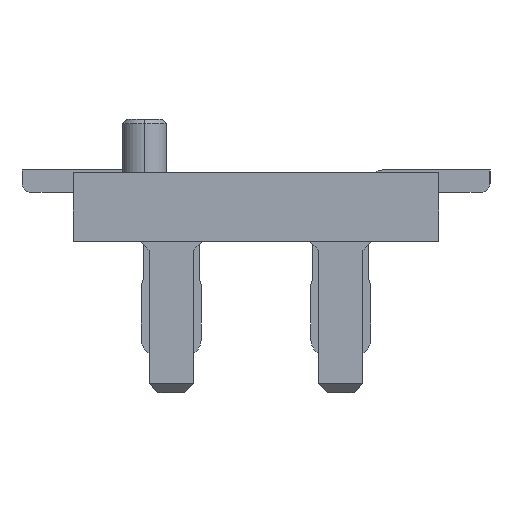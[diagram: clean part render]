
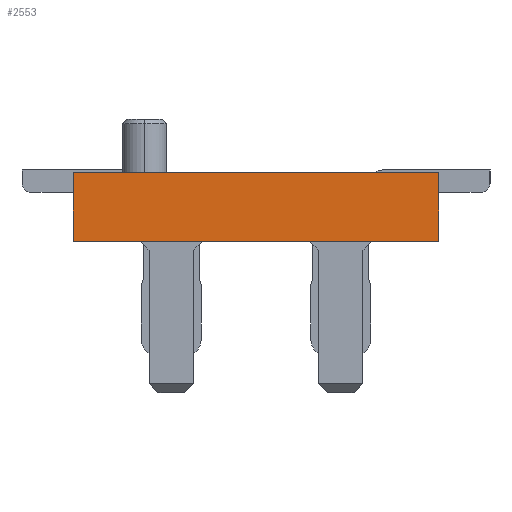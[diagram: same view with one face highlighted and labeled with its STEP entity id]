
A CAD part, left-side view. The second image highlights one B-rep face of the part: STEP entity #2553.
In plain terms, the highlighted planar face has unit normal (-1, 0, 0).
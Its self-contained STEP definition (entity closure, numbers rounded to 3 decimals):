
#2514=CARTESIAN_POINT('',(-6.35,0.,0.55));
#2515=DIRECTION('',(0.,0.,-1.));
#2516=DIRECTION('',(-1.,-0.,-0.));
#2517=AXIS2_PLACEMENT_3D('',#2514,#2516,#2515);
#2518=PLANE('',#2517);
#2519=CARTESIAN_POINT('',(-6.35,-2.05,0.165));
#2520=VERTEX_POINT('',#2519);
#2521=CARTESIAN_POINT('',(-6.35,2.05,0.165));
#2522=VERTEX_POINT('',#2521);
#2523=CARTESIAN_POINT('',(-6.35,-2.05,0.165));
#2524=DIRECTION('',(0.,1.,0.));
#2525=VECTOR('',#2524,4.1);
#2526=LINE('',#2523,#2525);
#2527=EDGE_CURVE('',#2520,#2522,#2526,.T.);
#2528=ORIENTED_EDGE('',*,*,#2527,.F.);
#2529=CARTESIAN_POINT('',(-6.35,-2.05,0.935));
#2530=VERTEX_POINT('',#2529);
#2531=CARTESIAN_POINT('',(-6.35,-2.05,0.935));
#2532=DIRECTION('',(0.,0.,-1.));
#2533=VECTOR('',#2532,0.77);
#2534=LINE('',#2531,#2533);
#2535=EDGE_CURVE('',#2530,#2520,#2534,.T.);
#2536=ORIENTED_EDGE('',*,*,#2535,.F.);
#2537=CARTESIAN_POINT('',(-6.35,2.05,0.935));
#2538=VERTEX_POINT('',#2537);
#2539=CARTESIAN_POINT('',(-6.35,-2.05,0.935));
#2540=DIRECTION('',(0.,1.,0.));
#2541=VECTOR('',#2540,4.1);
#2542=LINE('',#2539,#2541);
#2543=EDGE_CURVE('',#2530,#2538,#2542,.T.);
#2544=ORIENTED_EDGE('',*,*,#2543,.T.);
#2545=CARTESIAN_POINT('',(-6.35,2.05,0.165));
#2546=DIRECTION('',(0.,0.,1.));
#2547=VECTOR('',#2546,0.77);
#2548=LINE('',#2545,#2547);
#2549=EDGE_CURVE('',#2522,#2538,#2548,.T.);
#2550=ORIENTED_EDGE('',*,*,#2549,.F.);
#2551=EDGE_LOOP('',(#2528,#2536,#2544,#2550));
#2552=FACE_OUTER_BOUND('',#2551,.T.);
#2553=ADVANCED_FACE('',(#2552),#2518,.T.);
